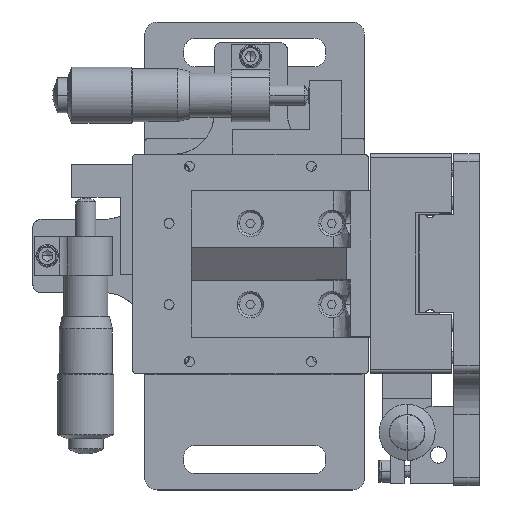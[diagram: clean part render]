
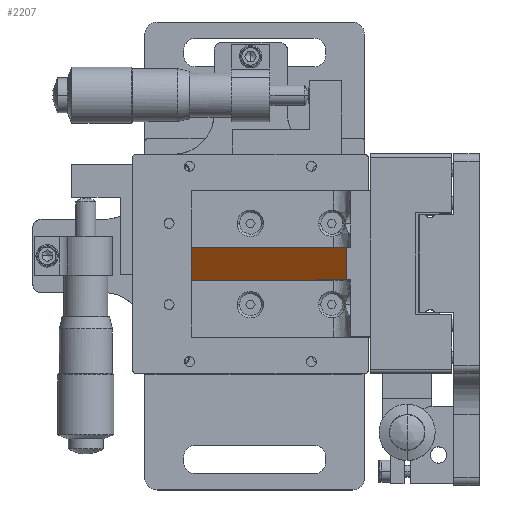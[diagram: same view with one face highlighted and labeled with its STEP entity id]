
A CAD part, top view. The second image highlights one B-rep face of the part: STEP entity #2207.
In plain terms, the highlighted free-form (B-spline) face has degree [1, 1] with [2, 2] control points.
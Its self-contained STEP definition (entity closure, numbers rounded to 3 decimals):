
#2207=ADVANCED_FACE('',(#4167),#70013,.T.);
#4167=FACE_OUTER_BOUND('',#6408,.T.);
#6408=EDGE_LOOP('',(#15176,#15177,#15178,#15179));
#15176=ORIENTED_EDGE('',*,*,#60720,.T.);
#15177=ORIENTED_EDGE('',*,*,#60713,.F.);
#15178=ORIENTED_EDGE('',*,*,#60718,.F.);
#15179=ORIENTED_EDGE('',*,*,#60721,.T.);
#25791=PCURVE('',#70011,#36414);
#25796=PCURVE('',#70012,#36419);
#25799=PCURVE('',#70013,#36422);
#25800=PCURVE('',#70013,#36423);
#25801=PCURVE('',#70013,#36424);
#25802=PCURVE('',#70013,#36425);
#25805=PCURVE('',#70014,#36428);
#25813=PCURVE('',#70015,#36436);
#36414=DEFINITIONAL_REPRESENTATION('',(#48427),#142077);
#36419=DEFINITIONAL_REPRESENTATION('',(#48435),#142077);
#36422=DEFINITIONAL_REPRESENTATION('',(#48440),#142077);
#36423=DEFINITIONAL_REPRESENTATION('',(#48441),#142077);
#36424=DEFINITIONAL_REPRESENTATION('',(#48442),#142077);
#36425=DEFINITIONAL_REPRESENTATION('',(#48444),#142077);
#36428=DEFINITIONAL_REPRESENTATION('',(#48449),#142077);
#36436=DEFINITIONAL_REPRESENTATION('',(#48461),#142077);
#48426=B_SPLINE_CURVE_WITH_KNOTS('',1,(#125481,#125482),.UNSPECIFIED.,.F.,
 .F.,(2,2),(-8.,0.),.UNSPECIFIED.);
#48427=B_SPLINE_CURVE_WITH_KNOTS('',1,(#125483,#125484),.UNSPECIFIED.,.F.,
 .F.,(2,2),(-8.,0.),.UNSPECIFIED.);
#48434=B_SPLINE_CURVE_WITH_KNOTS('',1,(#125503,#125504),.UNSPECIFIED.,.F.,
 .F.,(2,2),(-53.74,0.),.UNSPECIFIED.);
#48435=B_SPLINE_CURVE_WITH_KNOTS('',1,(#125505,#125506),.UNSPECIFIED.,.F.,
 .F.,(2,2),(-53.74,0.),.UNSPECIFIED.);
#48439=B_SPLINE_CURVE_WITH_KNOTS('',1,(#125513,#125514),.UNSPECIFIED.,.F.,
 .F.,(2,2),(0.,53.74),.UNSPECIFIED.);
#48440=B_SPLINE_CURVE_WITH_KNOTS('',1,(#125515,#125516),.UNSPECIFIED.,.F.,
 .F.,(2,2),(0.,53.74),.UNSPECIFIED.);
#48441=B_SPLINE_CURVE_WITH_KNOTS('',1,(#125517,#125518),.UNSPECIFIED.,.F.,
 .F.,(2,2),(-8.,0.),.UNSPECIFIED.);
#48442=B_SPLINE_CURVE_WITH_KNOTS('',1,(#125519,#125520),.UNSPECIFIED.,.F.,
 .F.,(2,2),(-53.74,0.),.UNSPECIFIED.);
#48443=B_SPLINE_CURVE_WITH_KNOTS('',1,(#125521,#125522),.UNSPECIFIED.,.F.,
 .F.,(2,2),(-8.,0.),.UNSPECIFIED.);
#48444=B_SPLINE_CURVE_WITH_KNOTS('',1,(#125523,#125524),.UNSPECIFIED.,.F.,
 .F.,(2,2),(-8.,0.),.UNSPECIFIED.);
#48449=B_SPLINE_CURVE_WITH_KNOTS('',1,(#125533,#125534),.UNSPECIFIED.,.F.,
 .F.,(2,2),(-8.,0.),.UNSPECIFIED.);
#48461=B_SPLINE_CURVE_WITH_KNOTS('',1,(#125557,#125558),.UNSPECIFIED.,.F.,
 .F.,(2,2),(0.,53.74),.UNSPECIFIED.);
#55320=SURFACE_CURVE('',#48426,(#25791,#25800),.PCURVE_S1.);
#55325=SURFACE_CURVE('',#48434,(#25796,#25801),.PCURVE_S1.);
#55327=SURFACE_CURVE('',#48439,(#25799,#25813),.PCURVE_S1.);
#55328=SURFACE_CURVE('',#48443,(#25802,#25805),.PCURVE_S1.);
#60713=EDGE_CURVE('',#68569,#68570,#55320,.T.);
#60718=EDGE_CURVE('',#68574,#68569,#55325,.T.);
#60720=EDGE_CURVE('',#68575,#68570,#55327,.T.);
#60721=EDGE_CURVE('',#68574,#68575,#55328,.T.);
#68569=VERTEX_POINT('',#92223);
#68570=VERTEX_POINT('',#92224);
#68574=VERTEX_POINT('',#92228);
#68575=VERTEX_POINT('',#92229);
#70011=B_SPLINE_SURFACE_WITH_KNOTS('',1,1,((#85847,#85848),(#85849,#85850)),
 .UNSPECIFIED.,.F.,.F.,.F.,(2,2),(2,2),(-6.72,36.72),(-0.72,
6.72),.UNSPECIFIED.);
#70012=B_SPLINE_SURFACE_WITH_KNOTS('',1,1,((#85851,#85852),(#85853,#85854)),
 .UNSPECIFIED.,.F.,.F.,.F.,(2,2),(2,2),(-18.038,29.002),
(-18.038,29.002),.UNSPECIFIED.);
#70013=B_SPLINE_SURFACE_WITH_KNOTS('',1,1,((#85855,#85856),(#85857,#85858)),
 .UNSPECIFIED.,.F.,.F.,.F.,(2,2),(2,2),(-19.92,-10.08),(-59.284,
5.544),.UNSPECIFIED.);
#70014=B_SPLINE_SURFACE_WITH_KNOTS('',1,1,((#85859,#85860),(#85861,#85862)),
 .UNSPECIFIED.,.F.,.F.,.F.,(2,2),(2,2),(-36.72,6.72),(-6.72,
0.72),.UNSPECIFIED.);
#70015=B_SPLINE_SURFACE_WITH_KNOTS('',1,1,((#85863,#85864),(#85865,#85866)),
 .UNSPECIFIED.,.F.,.F.,.F.,(2,2),(2,2),(-18.038,29.002),
(-18.038,29.002),.UNSPECIFIED.);
#85847=CARTESIAN_POINT('',(29.797,82.933,39.37));
#85848=CARTESIAN_POINT('',(22.357,82.933,39.37));
#85849=CARTESIAN_POINT('',(29.797,82.933,-4.07));
#85850=CARTESIAN_POINT('',(22.357,82.933,-4.07));
#85851=CARTESIAN_POINT('',(28.097,39.913,13.65));
#85852=CARTESIAN_POINT('',(28.097,86.953,13.65));
#85853=CARTESIAN_POINT('',(-18.943,39.913,13.65));
#85854=CARTESIAN_POINT('',(-18.943,86.953,13.65));
#85855=CARTESIAN_POINT('',(-18.843,41.013,12.73));
#85856=CARTESIAN_POINT('',(26.997,86.853,12.73));
#85857=CARTESIAN_POINT('',(-18.843,41.013,22.57));
#85858=CARTESIAN_POINT('',(26.997,86.853,22.57));
#85859=CARTESIAN_POINT('',(-14.923,38.213,-4.07));
#85860=CARTESIAN_POINT('',(-14.923,45.653,-4.07));
#85861=CARTESIAN_POINT('',(-14.923,38.213,39.37));
#85862=CARTESIAN_POINT('',(-14.923,45.653,39.37));
#85863=CARTESIAN_POINT('',(28.097,39.913,21.65));
#85864=CARTESIAN_POINT('',(-18.943,39.913,21.65));
#85865=CARTESIAN_POINT('',(28.097,86.953,21.65));
#85866=CARTESIAN_POINT('',(-18.943,86.953,21.65));
#92223=CARTESIAN_POINT('',(23.077,82.933,13.65));
#92224=CARTESIAN_POINT('',(23.077,82.933,21.65));
#92228=CARTESIAN_POINT('',(-14.923,44.933,13.65));
#92229=CARTESIAN_POINT('',(-14.923,44.933,21.65));
#125481=CARTESIAN_POINT('',(23.077,82.933,13.65));
#125482=CARTESIAN_POINT('',(23.077,82.933,21.65));
#125483=CARTESIAN_POINT('',(19.,6.));
#125484=CARTESIAN_POINT('',(11.,6.));
#125503=CARTESIAN_POINT('',(-14.923,44.933,13.65));
#125504=CARTESIAN_POINT('',(23.077,82.933,13.65));
#125505=CARTESIAN_POINT('',(24.982,-13.018));
#125506=CARTESIAN_POINT('',(-13.018,24.982));
#125513=CARTESIAN_POINT('',(-14.923,44.933,21.65));
#125514=CARTESIAN_POINT('',(23.077,82.933,21.65));
#125515=CARTESIAN_POINT('',(-11.,-53.74));
#125516=CARTESIAN_POINT('',(-11.,0.));
#125517=CARTESIAN_POINT('',(-19.,0.));
#125518=CARTESIAN_POINT('',(-11.,0.));
#125519=CARTESIAN_POINT('',(-19.,-53.74));
#125520=CARTESIAN_POINT('',(-19.,0.));
#125521=CARTESIAN_POINT('',(-14.923,44.933,13.65));
#125522=CARTESIAN_POINT('',(-14.923,44.933,21.65));
#125523=CARTESIAN_POINT('',(-19.,-53.74));
#125524=CARTESIAN_POINT('',(-11.,-53.74));
#125533=CARTESIAN_POINT('',(-19.,0.));
#125534=CARTESIAN_POINT('',(-11.,0.));
#125557=CARTESIAN_POINT('',(-13.018,24.982));
#125558=CARTESIAN_POINT('',(24.982,-13.018));
#142077=(
GEOMETRIC_REPRESENTATION_CONTEXT(2)
PARAMETRIC_REPRESENTATION_CONTEXT()
REPRESENTATION_CONTEXT('pspace','')
);
